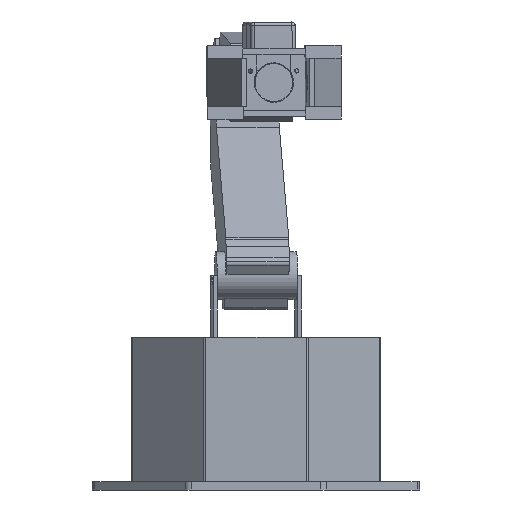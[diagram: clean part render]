
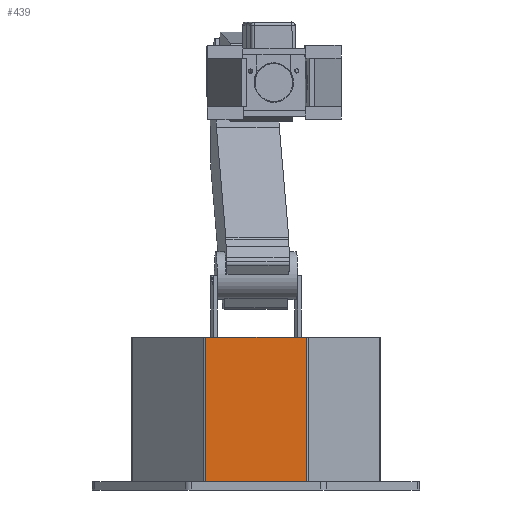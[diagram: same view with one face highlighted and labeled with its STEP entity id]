
A CAD part, front view. The second image highlights one B-rep face of the part: STEP entity #439.
In plain terms, the highlighted planar face has unit normal (0, -1, 0).
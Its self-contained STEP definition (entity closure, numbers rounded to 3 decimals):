
#151=CARTESIAN_POINT('',(29.332,-72.813,4.763));
#152=VERTEX_POINT('',#151);
#168=CARTESIAN_POINT('',(29.332,-72.813,89.0));
#169=VERTEX_POINT('',#168);
#177=CARTESIAN_POINT('',(29.332,-72.813,4.763));
#178=DIRECTION('',(0.0,0.0,1.0));
#179=VECTOR('',#178,84.237);
#180=LINE('',#177,#179);
#181=EDGE_CURVE('',#152,#169,#180,.T.);
#409=CARTESIAN_POINT('',(29.332,-72.813,0.0));
#410=DIRECTION('',(0.0,-1.0,0.0));
#411=DIRECTION('',(0.0,0.0,-1.0));
#412=AXIS2_PLACEMENT_3D('',#409,#410,#411);
#413=PLANE('',#412);
#414=CARTESIAN_POINT('',(-29.332,-72.813,4.763));
#415=VERTEX_POINT('',#414);
#416=CARTESIAN_POINT('',(29.332,-72.813,4.763));
#417=DIRECTION('',(-1.0,0.0,0.0));
#418=VECTOR('',#417,58.663);
#419=LINE('',#416,#418);
#420=EDGE_CURVE('',#152,#415,#419,.T.);
#421=ORIENTED_EDGE('',*,*,#420,.F.);
#422=ORIENTED_EDGE('',*,*,#181,.T.);
#423=CARTESIAN_POINT('',(-29.332,-72.813,89.0));
#424=VERTEX_POINT('',#423);
#425=CARTESIAN_POINT('',(29.332,-72.813,89.0));
#426=DIRECTION('',(-1.0,0.0,0.0));
#427=VECTOR('',#426,58.663);
#428=LINE('',#425,#427);
#429=EDGE_CURVE('',#169,#424,#428,.T.);
#430=ORIENTED_EDGE('',*,*,#429,.T.);
#431=CARTESIAN_POINT('',(-29.332,-72.813,4.763));
#432=DIRECTION('',(0.0,0.0,1.0));
#433=VECTOR('',#432,84.237);
#434=LINE('',#431,#433);
#435=EDGE_CURVE('',#415,#424,#434,.T.);
#436=ORIENTED_EDGE('',*,*,#435,.F.);
#437=EDGE_LOOP('',(#421,#422,#430,#436));
#438=FACE_OUTER_BOUND('',#437,.T.);
#439=ADVANCED_FACE('',(#438),#413,.T.);
